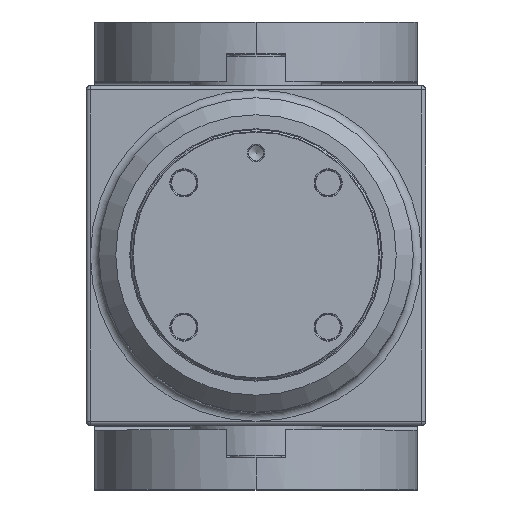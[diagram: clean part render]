
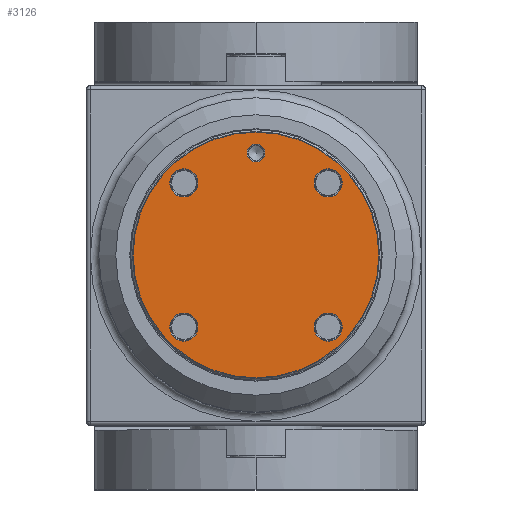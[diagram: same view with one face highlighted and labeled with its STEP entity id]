
A CAD part, top view. The second image highlights one B-rep face of the part: STEP entity #3126.
In plain terms, the highlighted planar face has unit normal (0, 0, 1).
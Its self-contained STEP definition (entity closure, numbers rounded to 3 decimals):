
#399 = AXIS2_PLACEMENT_3D ( 'NONE', #12660, #1361, #22339 ) ;
#1105 = CARTESIAN_POINT ( 'NONE',  ( 0., 12., 41.5 ) ) ;
#1165 = VERTEX_POINT ( 'NONE', #12469 ) ;
#1325 = ORIENTED_EDGE ( 'NONE', *, *, #6219, .T. ) ;
#1361 = DIRECTION ( 'NONE',  ( 0., 0., -1. ) ) ;
#1413 = VERTEX_POINT ( 'NONE', #24009 ) ;
#1970 = AXIS2_PLACEMENT_3D ( 'NONE', #12615, #22044, #14754 ) ;
#2121 = DIRECTION ( 'NONE',  ( 1., 0., 0. ) ) ;
#3080 = CIRCLE ( 'NONE', #399, 1.65 ) ;
#3126 = ADVANCED_FACE ( 'NONE', ( #11180, #20657, #9707, #6169, #15030, #24189 ), #8150, .T. ) ;
#3227 = DIRECTION ( 'NONE',  ( 1., 0., 0. ) ) ;
#3230 = DIRECTION ( 'NONE',  ( 0., 0., -1. ) ) ;
#3474 = VERTEX_POINT ( 'NONE', #8827 ) ;
#4480 = EDGE_LOOP ( 'NONE', ( #1325 ) ) ;
#6080 = DIRECTION ( 'NONE',  ( 0., 0., 1. ) ) ;
#6169 = FACE_BOUND ( 'NONE', #13995, .T. ) ;
#6219 = EDGE_CURVE ( 'NONE', #18262, #18262, #17641, .T. ) ;
#6873 = AXIS2_PLACEMENT_3D ( 'NONE', #14530, #3230, #20419 ) ;
#7017 = CARTESIAN_POINT ( 'NONE',  ( 1.05, 12., 41.5 ) ) ;
#7183 = CARTESIAN_POINT ( 'NONE',  ( 10.135, 8.485, 41.5 ) ) ;
#7747 = DIRECTION ( 'NONE',  ( 0., 0., -1. ) ) ;
#7853 = CIRCLE ( 'NONE', #17758, 1.65 ) ;
#8150 = PLANE ( 'NONE',  #8514 ) ;
#8514 = AXIS2_PLACEMENT_3D ( 'NONE', #10037, #6080, #19541 ) ;
#8827 = CARTESIAN_POINT ( 'NONE',  ( -6.835, -8.485, 41.5 ) ) ;
#9084 = VERTEX_POINT ( 'NONE', #7183 ) ;
#9707 = FACE_BOUND ( 'NONE', #17313, .T. ) ;
#10037 = CARTESIAN_POINT ( 'NONE',  ( 0., 0., 41.5 ) ) ;
#10083 = EDGE_CURVE ( 'NONE', #1165, #1165, #10902, .T. ) ;
#10260 = VERTEX_POINT ( 'NONE', #16343 ) ;
#10902 = CIRCLE ( 'NONE', #12663, 1.65 ) ;
#11180 = FACE_BOUND ( 'NONE', #14565, .T. ) ;
#11689 = CARTESIAN_POINT ( 'NONE',  ( -8.485, -8.485, 41.5 ) ) ;
#12321 = CARTESIAN_POINT ( 'NONE',  ( 8.485, -8.485, 41.5 ) ) ;
#12469 = CARTESIAN_POINT ( 'NONE',  ( 10.135, -8.485, 41.5 ) ) ;
#12516 = CIRCLE ( 'NONE', #1970, 14.459 ) ;
#12615 = CARTESIAN_POINT ( 'NONE',  ( 0., 0., 41.5 ) ) ;
#12660 = CARTESIAN_POINT ( 'NONE',  ( -8.485, 8.485, 41.5 ) ) ;
#12663 = AXIS2_PLACEMENT_3D ( 'NONE', #12321, #23783, #3227 ) ;
#13192 = ORIENTED_EDGE ( 'NONE', *, *, #13469, .T. ) ;
#13469 = EDGE_CURVE ( 'NONE', #3474, #3474, #7853, .T. ) ;
#13895 = EDGE_CURVE ( 'NONE', #10260, #10260, #3080, .T. ) ;
#13995 = EDGE_LOOP ( 'NONE', ( #20806 ) ) ;
#14129 = EDGE_CURVE ( 'NONE', #1413, #1413, #12516, .T. ) ;
#14271 = DIRECTION ( 'NONE',  ( 1., 0., 0. ) ) ;
#14275 = ORIENTED_EDGE ( 'NONE', *, *, #14129, .T. ) ;
#14530 = CARTESIAN_POINT ( 'NONE',  ( 8.485, 8.485, 41.5 ) ) ;
#14565 = EDGE_LOOP ( 'NONE', ( #16463 ) ) ;
#14754 = DIRECTION ( 'NONE',  ( 1., 0., 0. ) ) ;
#14801 = EDGE_LOOP ( 'NONE', ( #14275 ) ) ;
#14949 = ORIENTED_EDGE ( 'NONE', *, *, #10083, .T. ) ;
#15030 = FACE_BOUND ( 'NONE', #4480, .T. ) ;
#16162 = EDGE_LOOP ( 'NONE', ( #13192 ) ) ;
#16343 = CARTESIAN_POINT ( 'NONE',  ( -6.835, 8.485, 41.5 ) ) ;
#16368 = EDGE_CURVE ( 'NONE', #9084, #9084, #21618, .T. ) ;
#16463 = ORIENTED_EDGE ( 'NONE', *, *, #13895, .T. ) ;
#17313 = EDGE_LOOP ( 'NONE', ( #14949 ) ) ;
#17641 = CIRCLE ( 'NONE', #20088, 1.05 ) ;
#17758 = AXIS2_PLACEMENT_3D ( 'NONE', #11689, #7747, #2121 ) ;
#18262 = VERTEX_POINT ( 'NONE', #7017 ) ;
#19541 = DIRECTION ( 'NONE',  ( 1., 0., 0. ) ) ;
#20088 = AXIS2_PLACEMENT_3D ( 'NONE', #1105, #23698, #14271 ) ;
#20419 = DIRECTION ( 'NONE',  ( 1., 0., 0. ) ) ;
#20657 = FACE_BOUND ( 'NONE', #16162, .T. ) ;
#20806 = ORIENTED_EDGE ( 'NONE', *, *, #16368, .T. ) ;
#21618 = CIRCLE ( 'NONE', #6873, 1.65 ) ;
#22044 = DIRECTION ( 'NONE',  ( 0., 0., 1. ) ) ;
#22339 = DIRECTION ( 'NONE',  ( 1., 0., 0. ) ) ;
#23698 = DIRECTION ( 'NONE',  ( 0., 0., -1. ) ) ;
#23783 = DIRECTION ( 'NONE',  ( 0., 0., -1. ) ) ;
#24009 = CARTESIAN_POINT ( 'NONE',  ( 14.459, 0., 41.5 ) ) ;
#24189 = FACE_OUTER_BOUND ( 'NONE', #14801, .T. ) ;
